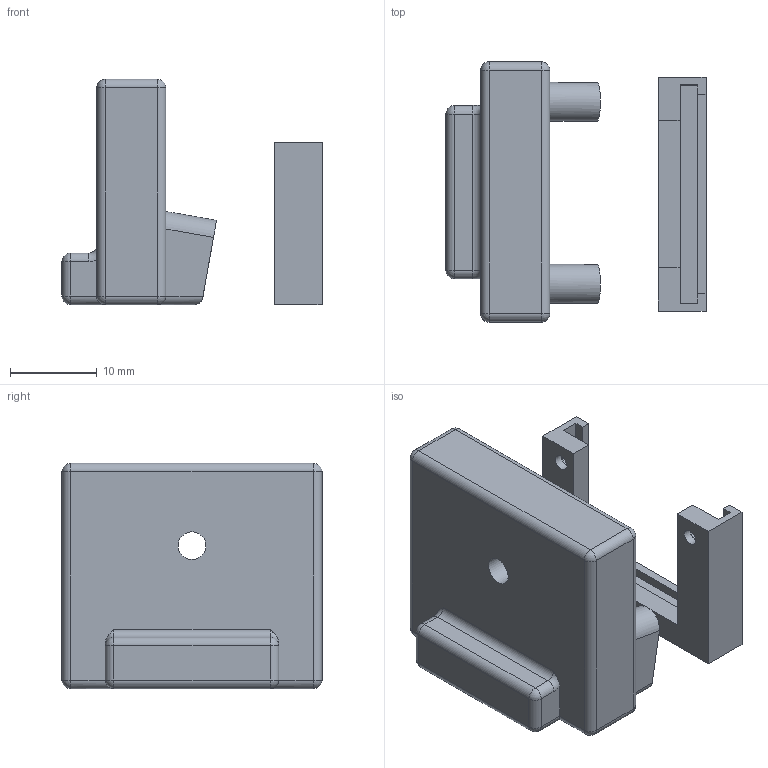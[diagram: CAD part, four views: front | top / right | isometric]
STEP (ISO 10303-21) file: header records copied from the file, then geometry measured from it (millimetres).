
FILE_DESCRIPTION(/* description */ (''),/* implementation_level */ '2;1');
FILE_NAME(/* name */ 'pi cam mount v2 v4.step',/* time_stamp */ '2022-03-06T13:39:08-10:00',/* author */ (''),/* organization */ (''),/* preprocessor_version */ 'ST-DEVELOPER v18.1',/* originating_system */ 'Autodesk Translation Framework v10.13.0.1454',/* authorisation */ '');
FILE_SCHEMA (('AUTOMOTIVE_DESIGN { 1 0 10303 214 3 1 1 }'));
Length unit declared in the file: millimetre
Products named in the file (1): pi cam mount v2
Bounding box: 30.01 x 30 x 26 mm (x, y, z)
Volume: 7747.3 mm3; surface area: 4268.6 mm2
Topology: 2 solids, 2 shells, 93 faces, 212 edges, 126 vertices
Faces by surface type: cylinder 40, plane 37, sphere 12, cone 2, torus 2
Full cylindrical faces by diameter (mm): 1.8 x4, 2 x2, 3.2 x1, 6 x1
Entity records: 2603 total; most frequent: DIRECTION 472, CARTESIAN_POINT 440, ORIENTED_EDGE 420, EDGE_CURVE 210, AXIS2_PLACEMENT_3D 170, LINE 132, VECTOR 132, VERTEX_POINT 126
